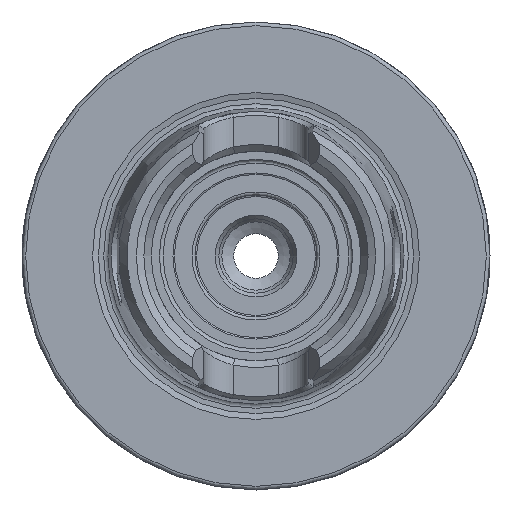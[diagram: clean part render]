
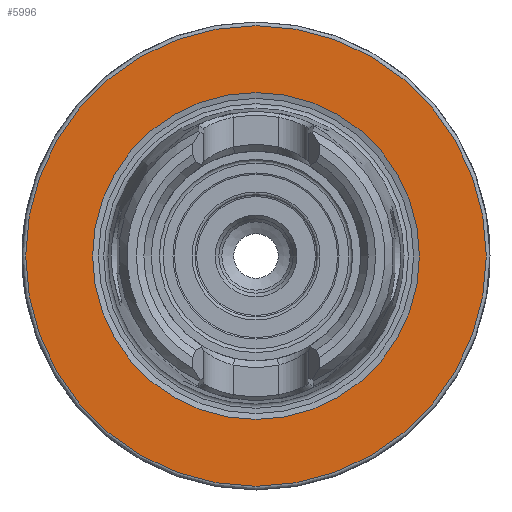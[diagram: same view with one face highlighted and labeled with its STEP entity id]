
A CAD part, left-side view. The second image highlights one B-rep face of the part: STEP entity #5996.
In plain terms, the highlighted planar face has unit normal (-1, 0, 0).
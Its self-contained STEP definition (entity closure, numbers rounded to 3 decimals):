
#5962=CARTESIAN_POINT('',(0.0,22.,0.0));
#5963=VERTEX_POINT('',#5962);
#5964=CARTESIAN_POINT('',(0.0,0.,0.0));
#5965=DIRECTION('',(1.0,0.0,0.0));
#5966=DIRECTION('',(0.0,1.0,0.0));
#5967=AXIS2_PLACEMENT_3D('',#5964,#5965,#5966);
#5968=CIRCLE('',#5967,22.);
#5969=EDGE_CURVE('',#5963,#5963,#5968,.T.);
#5977=CARTESIAN_POINT('',(0.0,26.5,0.0));
#5978=DIRECTION('',(-1.0,0.0,0.0));
#5979=DIRECTION('',(0.0,0.0,1.0));
#5980=AXIS2_PLACEMENT_3D('',#5977,#5978,#5979);
#5981=PLANE('',#5980);
#5982=CARTESIAN_POINT('',(0.0,31.,0.0));
#5983=VERTEX_POINT('',#5982);
#5984=CARTESIAN_POINT('',(0.0,0.,0.0));
#5985=DIRECTION('',(1.0,0.0,0.0));
#5986=DIRECTION('',(0.0,1.0,0.0));
#5987=AXIS2_PLACEMENT_3D('',#5984,#5985,#5986);
#5988=CIRCLE('',#5987,31.);
#5989=EDGE_CURVE('',#5983,#5983,#5988,.T.);
#5990=ORIENTED_EDGE('',*,*,#5989,.F.);
#5991=EDGE_LOOP('',(#5990));
#5992=FACE_OUTER_BOUND('',#5991,.T.);
#5993=ORIENTED_EDGE('',*,*,#5969,.T.);
#5994=EDGE_LOOP('',(#5993));
#5995=FACE_BOUND('',#5994,.T.);
#5996=ADVANCED_FACE('',(#5992,#5995),#5981,.T.);
